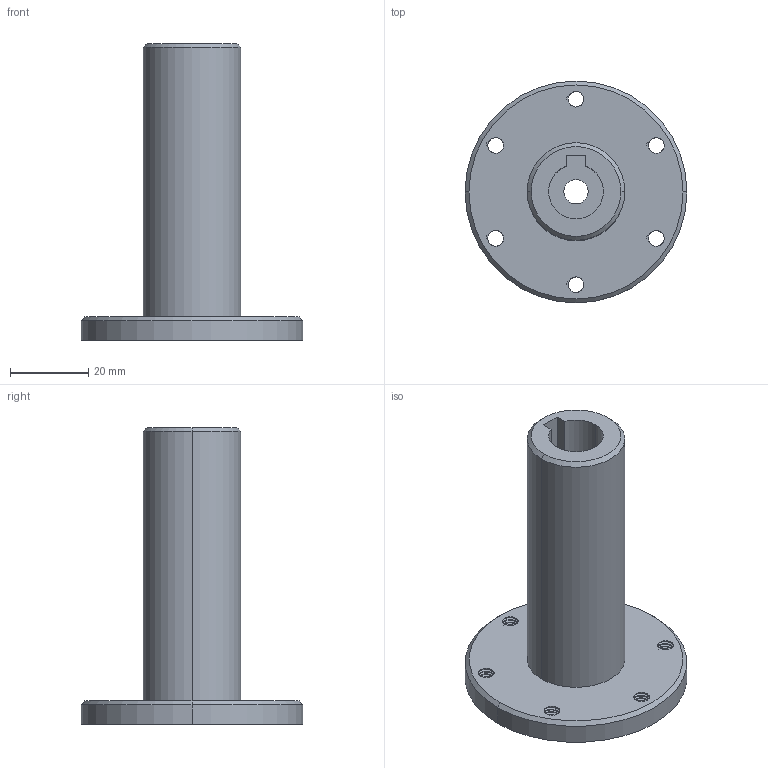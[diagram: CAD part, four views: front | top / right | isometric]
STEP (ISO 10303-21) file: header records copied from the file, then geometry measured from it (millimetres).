
FILE_DESCRIPTION (( 'STEP AP214' ), '1' );
FILE_NAME ('ARBRE.STEP', '2024-12-22T06:11:39', ( '' ), ( '' ), 'SwSTEP 2.0', 'SolidWorks 2024', '' );
FILE_SCHEMA (( 'AUTOMOTIVE_DESIGN' ));
Length unit declared in the file: millimetre
Products named in the file (1): ARBRE
Bounding box: 56.8 x 56.8 x 76 mm (x, y, z)
Volume: 38117.4 mm3; surface area: 15287.3 mm2
Topology: 1 solids, 1 shells, 143 faces, 392 edges, 254 vertices
Faces by surface type: cylinder 107, bspline 18, plane 14, cone 4
Entity records: 15311 total; most frequent: CARTESIAN_POINT 12292, ORIENTED_EDGE 784, DIRECTION 466, EDGE_CURVE 392, VERTEX_POINT 254, AXIS2_PLACEMENT_3D 164, EDGE_LOOP 160, ADVANCED_FACE 143
